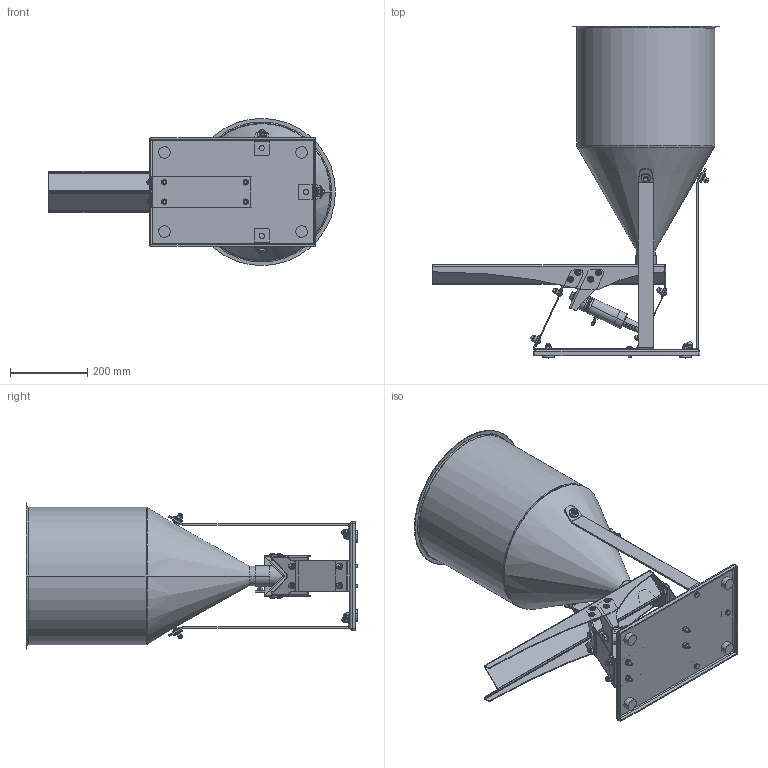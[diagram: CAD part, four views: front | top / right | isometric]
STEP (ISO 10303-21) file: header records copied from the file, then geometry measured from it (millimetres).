
FILE_DESCRIPTION (( 'STEP AP214' ), '1' );
FILE_NAME ('DosyPack 40 mit NTS 250 NF.STEP', '2010-07-15T09:18:23', ( ' ' ), ( ' ' ), 'SwSTEP 2.0', 'SolidWorks 2010', '' );
FILE_SCHEMA (( 'AUTOMOTIVE_DESIGN' ));
Length unit declared in the file: millimetre
Products named in the file (1): DosyPack 40 mit NTS 250 NF
Bounding box: 742.12 x 858.2 x 381 mm (x, y, z)
Volume: 2636528.5 mm3; surface area: 2124886 mm2
Topology: 127 solids, 127 shells, 3005 faces, 7338 edges, 4624 vertices
Faces by surface type: plane 1119, cylinder 980, cone 622, torus 142, sphere 98, bspline 44
Entity records: 102423 total; most frequent: CARTESIAN_POINT 28172, DIRECTION 14619, ORIENTED_EDGE 14396, EDGE_CURVE 7198, AXIS2_PLACEMENT_3D 5973, VERTEX_POINT 4624, EDGE_LOOP 3426, CIRCLE 3011
